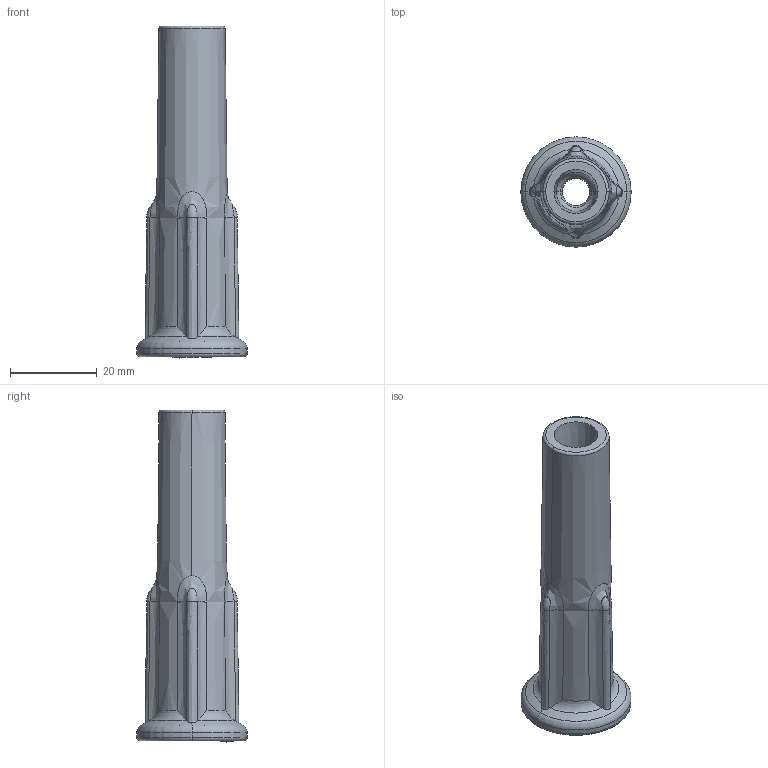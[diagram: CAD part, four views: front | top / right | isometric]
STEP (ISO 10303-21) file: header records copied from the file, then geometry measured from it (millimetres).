
FILE_DESCRIPTION (( 'STEP AP203' ), '1' );
FILE_NAME ('SB6.STEP', '2019-10-30T12:17:55', ( 'tempuser' ), ( 'Microsoft' ), 'SwSTEP 2.0', 'SolidWorks 2019', '' );
FILE_SCHEMA (( 'CONFIG_CONTROL_DESIGN' ));
Length unit declared in the file: inch
Products named in the file (1): SB6
Bounding box: 25.4 x 25.4 x 76.45 mm (x, y, z)
Volume: 13195.8 mm3; surface area: 6996.9 mm2
Topology: 1 solids, 1 shells, 107 faces, 258 edges, 158 vertices
Faces by surface type: bspline 39, plane 28, torus 20, sphere 8, cone 6, cylinder 6
Entity records: 5871 total; most frequent: CARTESIAN_POINT 3571, ORIENTED_EDGE 516, DIRECTION 372, EDGE_CURVE 258, VERTEX_POINT 158, AXIS2_PLACEMENT_3D 139, EDGE_LOOP 114, FACE_OUTER_BOUND 107
